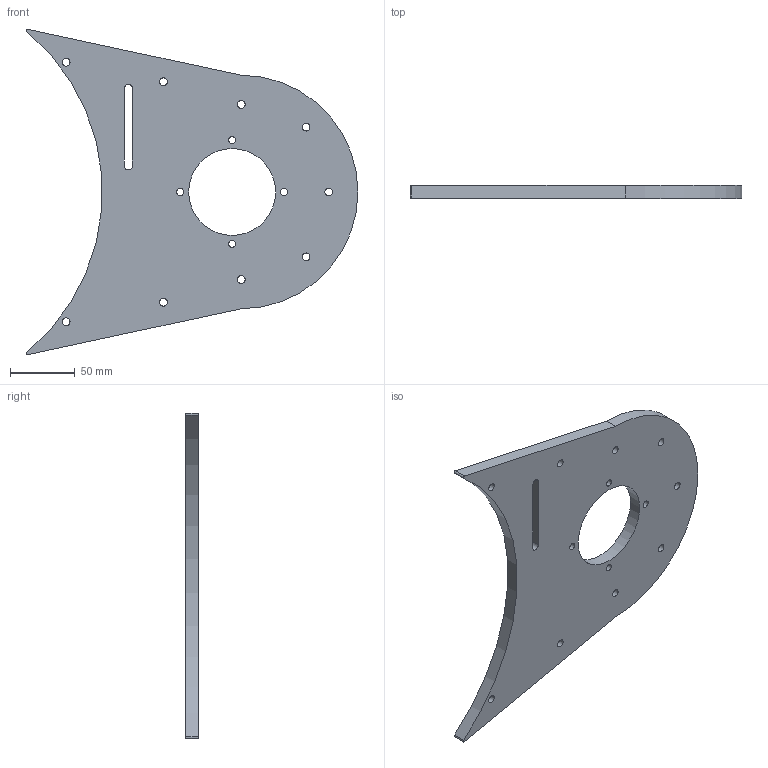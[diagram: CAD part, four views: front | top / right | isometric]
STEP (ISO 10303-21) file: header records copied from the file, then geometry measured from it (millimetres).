
FILE_DESCRIPTION(/* description */ (''),/* implementation_level */ '2;1');
FILE_NAME(/* name */ 'Belt cover(Rev1).stp',/* time_stamp */ '2021-08-02T10:44:58+01:00',/* author */ ('ferrerx'),/* organization */ (''),/* preprocessor_version */ 'ST-DEVELOPER v18',/* originating_system */ 'Autodesk Inventor 2020',/* authorisation */ '');
FILE_SCHEMA (('AUTOMOTIVE_DESIGN { 1 0 10303 214 3 1 1 }'));
Length unit declared in the file: millimetre
Products named in the file (1): Cover and tensor holder(Rev1)
Bounding box: 255.91 x 10 x 250.98 mm (x, y, z)
Volume: 340832.7 mm3; surface area: 83126.3 mm2
Topology: 1 solids, 1 shells, 26 faces, 100 edges, 76 vertices
Faces by surface type: cylinder 20, plane 6
Full cylindrical faces by diameter (mm): 5.5 x4, 6 x9, 67 x1
Entity records: 1237 total; most frequent: DIRECTION 222, CARTESIAN_POINT 203, ORIENTED_EDGE 200, EDGE_CURVE 100, AXIS2_PLACEMENT_3D 95, VERTEX_POINT 76, CIRCLE 68, EDGE_LOOP 56
